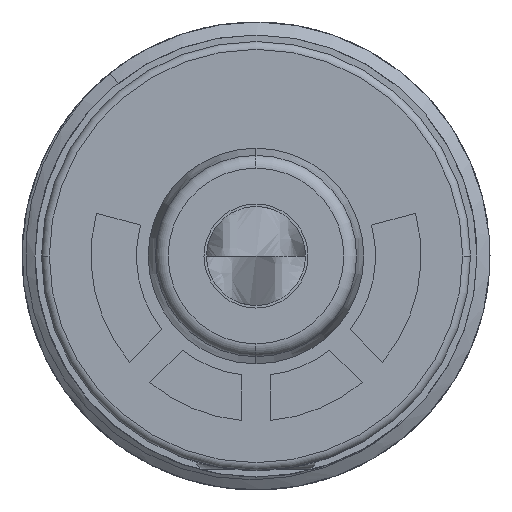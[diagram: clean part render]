
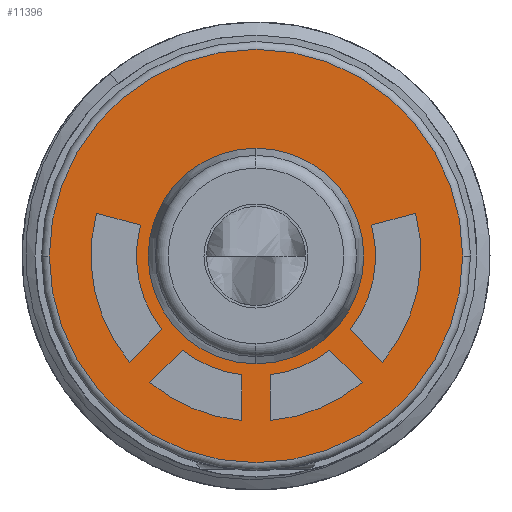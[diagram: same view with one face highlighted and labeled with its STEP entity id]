
A CAD part, front view. The second image highlights one B-rep face of the part: STEP entity #11396.
In plain terms, the highlighted planar face has unit normal (0, -1, 0).
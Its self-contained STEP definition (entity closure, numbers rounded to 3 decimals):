
#10743=CARTESIAN_POINT('',(0.,0.,0.));
#10744=DIRECTION('',(0.,-1.,0.));
#10745=DIRECTION('',(0.,0.,-1.));
#10746=AXIS2_PLACEMENT_3D('',#10743,#10744,#10745);
#10748=CARTESIAN_POINT('',(0.,0.,0.));
#10749=DIRECTION('',(0.,-1.,0.));
#10750=DIRECTION('',(0.,0.,1.));
#10751=AXIS2_PLACEMENT_3D('',#10748,#10749,#10750);
#10773=CARTESIAN_POINT('',(0.,0.,0.));
#10774=DIRECTION('',(0.,1.,0.));
#10775=DIRECTION('',(-1.,0.,0.));
#10776=AXIS2_PLACEMENT_3D('',#10773,#10774,#10775);
#10778=CARTESIAN_POINT('',(0.,0.,0.));
#10779=DIRECTION('',(0.,1.,0.));
#10780=DIRECTION('',(1.,0.,0.));
#10781=AXIS2_PLACEMENT_3D('',#10778,#10779,#10780);
#10783=DIRECTION('',(0.,0.,1.));
#10784=VECTOR('',#10783,1.759);
#10785=CARTESIAN_POINT('',(-0.55,0.,-6.326));
#10786=LINE('',#10785,#10784);
#10787=CARTESIAN_POINT('',(0.,0.,0.));
#10788=DIRECTION('',(0.,-1.,0.));
#10789=DIRECTION('',(-0.617,0.,-0.787));
#10790=AXIS2_PLACEMENT_3D('',#10787,#10788,#10789);
#10792=DIRECTION('',(-0.707,0.,-0.707));
#10793=VECTOR('',#10792,1.759);
#10794=CARTESIAN_POINT('',(-2.84,0.,-3.618));
#10795=LINE('',#10794,#10793);
#10796=CARTESIAN_POINT('',(0.,0.,0.));
#10797=DIRECTION('',(0.,-1.,0.));
#10798=DIRECTION('',(-0.643,0.,-0.766));
#10799=AXIS2_PLACEMENT_3D('',#10796,#10797,#10798);
#10801=DIRECTION('',(0.,0.,-1.));
#10802=VECTOR('',#10801,1.759);
#10803=CARTESIAN_POINT('',(0.55,0.,-4.567));
#10804=LINE('',#10803,#10802);
#10805=CARTESIAN_POINT('',(0.,0.,0.));
#10806=DIRECTION('',(0.,-1.,0.));
#10807=DIRECTION('',(0.087,0.,-0.996));
#10808=AXIS2_PLACEMENT_3D('',#10805,#10806,#10807);
#10810=DIRECTION('',(-0.707,0.,0.707));
#10811=VECTOR('',#10810,1.759);
#10812=CARTESIAN_POINT('',(4.084,0.,-4.862));
#10813=LINE('',#10812,#10811);
#10814=CARTESIAN_POINT('',(0.,0.,0.));
#10815=DIRECTION('',(0.,-1.,0.));
#10816=DIRECTION('',(0.12,0.,-0.993));
#10817=AXIS2_PLACEMENT_3D('',#10814,#10815,#10816);
#10819=DIRECTION('',(0.707,0.,-0.707));
#10820=VECTOR('',#10819,1.759);
#10821=CARTESIAN_POINT('',(3.618,0.,-2.84));
#10822=LINE('',#10821,#10820);
#10823=CARTESIAN_POINT('',(0.,0.,0.));
#10824=DIRECTION('',(0.,-1.,0.));
#10825=DIRECTION('',(0.766,0.,-0.643));
#10826=AXIS2_PLACEMENT_3D('',#10823,#10824,#10825);
#10828=DIRECTION('',(-0.966,0.,-0.259));
#10829=VECTOR('',#10828,1.75);
#10830=CARTESIAN_POINT('',(6.134,0.,1.644));
#10831=LINE('',#10830,#10829);
#10832=CARTESIAN_POINT('',(0.,0.,0.));
#10833=DIRECTION('',(0.,-1.,0.));
#10834=DIRECTION('',(0.787,0.,-0.617));
#10835=AXIS2_PLACEMENT_3D('',#10832,#10833,#10834);
#10837=DIRECTION('',(-0.966,0.,0.259));
#10838=VECTOR('',#10837,1.75);
#10839=CARTESIAN_POINT('',(-4.443,0.,1.191));
#10840=LINE('',#10839,#10838);
#10841=CARTESIAN_POINT('',(0.,0.,0.));
#10842=DIRECTION('',(0.,-1.,0.));
#10843=DIRECTION('',(-0.966,0.,0.259));
#10844=AXIS2_PLACEMENT_3D('',#10841,#10842,#10843);
#10846=DIRECTION('',(0.707,0.,0.707));
#10847=VECTOR('',#10846,1.759);
#10848=CARTESIAN_POINT('',(-4.862,0.,-4.084));
#10849=LINE('',#10848,#10847);
#10850=CARTESIAN_POINT('',(0.,0.,0.));
#10851=DIRECTION('',(0.,-1.,0.));
#10852=DIRECTION('',(-0.966,0.,0.259));
#10853=AXIS2_PLACEMENT_3D('',#10850,#10851,#10852);
#11103=CARTESIAN_POINT('',(0.,0.,-4.15));
#11104=CARTESIAN_POINT('',(0.,0.,4.15));
#11105=VERTEX_POINT('',#11103);
#11106=VERTEX_POINT('',#11104);
#11121=CARTESIAN_POINT('',(-7.95,0.,0.));
#11122=CARTESIAN_POINT('',(7.95,0.,0.));
#11123=VERTEX_POINT('',#11121);
#11124=VERTEX_POINT('',#11122);
#11169=CARTESIAN_POINT('',(-0.55,0.,-6.326));
#11170=CARTESIAN_POINT('',(-0.55,0.,-4.567));
#11171=VERTEX_POINT('',#11169);
#11172=VERTEX_POINT('',#11170);
#11173=CARTESIAN_POINT('',(-2.84,0.,-3.618));
#11174=VERTEX_POINT('',#11173);
#11175=CARTESIAN_POINT('',(-4.084,0.,-4.862));
#11176=VERTEX_POINT('',#11175);
#11177=CARTESIAN_POINT('',(0.55,0.,-4.567));
#11178=CARTESIAN_POINT('',(0.55,0.,-6.326));
#11179=VERTEX_POINT('',#11177);
#11180=VERTEX_POINT('',#11178);
#11181=CARTESIAN_POINT('',(4.084,0.,-4.862));
#11182=VERTEX_POINT('',#11181);
#11183=CARTESIAN_POINT('',(2.84,0.,-3.618));
#11184=VERTEX_POINT('',#11183);
#11185=CARTESIAN_POINT('',(3.618,0.,-2.84));
#11186=CARTESIAN_POINT('',(4.862,0.,-4.084));
#11187=VERTEX_POINT('',#11185);
#11188=VERTEX_POINT('',#11186);
#11189=CARTESIAN_POINT('',(6.134,0.,1.644));
#11190=VERTEX_POINT('',#11189);
#11191=CARTESIAN_POINT('',(4.443,0.,1.191));
#11192=VERTEX_POINT('',#11191);
#11193=CARTESIAN_POINT('',(-4.443,0.,1.191));
#11194=CARTESIAN_POINT('',(-6.134,0.,1.644));
#11195=VERTEX_POINT('',#11193);
#11196=VERTEX_POINT('',#11194);
#11197=CARTESIAN_POINT('',(-4.862,0.,-4.084));
#11198=VERTEX_POINT('',#11197);
#11199=CARTESIAN_POINT('',(-3.618,0.,-2.84));
#11200=VERTEX_POINT('',#11199);
#11340=CARTESIAN_POINT('',(0.,0.,0.));
#11341=DIRECTION('',(0.,-1.,0.));
#11342=DIRECTION('',(-1.,0.,0.));
#11343=AXIS2_PLACEMENT_3D('',#11340,#11341,#11342);
#11344=PLANE('',#11343);
#11346=ORIENTED_EDGE('',*,*,#11345,.T.);
#11348=ORIENTED_EDGE('',*,*,#11347,.T.);
#11349=EDGE_LOOP('',(#11346,#11348));
#11350=FACE_OUTER_BOUND('',#11349,.F.);
#11352=ORIENTED_EDGE('',*,*,#11351,.T.);
#11354=ORIENTED_EDGE('',*,*,#11353,.T.);
#11355=EDGE_LOOP('',(#11352,#11354));
#11356=FACE_BOUND('',#11355,.F.);
#11357=ORIENTED_EDGE('',*,*,#11298,.T.);
#11359=ORIENTED_EDGE('',*,*,#11358,.F.);
#11361=ORIENTED_EDGE('',*,*,#11360,.T.);
#11363=ORIENTED_EDGE('',*,*,#11362,.T.);
#11364=EDGE_LOOP('',(#11357,#11359,#11361,#11363));
#11365=FACE_BOUND('',#11364,.F.);
#11367=ORIENTED_EDGE('',*,*,#11366,.T.);
#11369=ORIENTED_EDGE('',*,*,#11368,.T.);
#11371=ORIENTED_EDGE('',*,*,#11370,.T.);
#11373=ORIENTED_EDGE('',*,*,#11372,.F.);
#11374=EDGE_LOOP('',(#11367,#11369,#11371,#11373));
#11375=FACE_BOUND('',#11374,.F.);
#11377=ORIENTED_EDGE('',*,*,#11376,.T.);
#11379=ORIENTED_EDGE('',*,*,#11378,.T.);
#11381=ORIENTED_EDGE('',*,*,#11380,.T.);
#11383=ORIENTED_EDGE('',*,*,#11382,.F.);
#11384=EDGE_LOOP('',(#11377,#11379,#11381,#11383));
#11385=FACE_BOUND('',#11384,.F.);
#11387=ORIENTED_EDGE('',*,*,#11386,.T.);
#11389=ORIENTED_EDGE('',*,*,#11388,.T.);
#11391=ORIENTED_EDGE('',*,*,#11390,.T.);
#11393=ORIENTED_EDGE('',*,*,#11392,.F.);
#11394=EDGE_LOOP('',(#11387,#11389,#11391,#11393));
#11395=FACE_BOUND('',#11394,.F.);
#10747=CIRCLE('',#10746,4.15);
#10752=CIRCLE('',#10751,4.15);
#10777=CIRCLE('',#10776,7.95);
#10782=CIRCLE('',#10781,7.95);
#10791=CIRCLE('',#10790,4.6);
#10800=CIRCLE('',#10799,6.35);
#10809=CIRCLE('',#10808,6.35);
#10818=CIRCLE('',#10817,4.6);
#10827=CIRCLE('',#10826,6.35);
#10836=CIRCLE('',#10835,4.6);
#10845=CIRCLE('',#10844,6.35);
#10854=CIRCLE('',#10853,4.6);
#11298=EDGE_CURVE('',#11171,#11172,#10786,.T.);
#11345=EDGE_CURVE('',#11123,#11124,#10777,.T.);
#11347=EDGE_CURVE('',#11124,#11123,#10782,.T.);
#11351=EDGE_CURVE('',#11105,#11106,#10747,.T.);
#11353=EDGE_CURVE('',#11106,#11105,#10752,.T.);
#11358=EDGE_CURVE('',#11174,#11172,#10791,.T.);
#11360=EDGE_CURVE('',#11174,#11176,#10795,.T.);
#11362=EDGE_CURVE('',#11176,#11171,#10800,.T.);
#11366=EDGE_CURVE('',#11179,#11180,#10804,.T.);
#11368=EDGE_CURVE('',#11180,#11182,#10809,.T.);
#11370=EDGE_CURVE('',#11182,#11184,#10813,.T.);
#11372=EDGE_CURVE('',#11179,#11184,#10818,.T.);
#11376=EDGE_CURVE('',#11187,#11188,#10822,.T.);
#11378=EDGE_CURVE('',#11188,#11190,#10827,.T.);
#11380=EDGE_CURVE('',#11190,#11192,#10831,.T.);
#11382=EDGE_CURVE('',#11187,#11192,#10836,.T.);
#11386=EDGE_CURVE('',#11195,#11196,#10840,.T.);
#11388=EDGE_CURVE('',#11196,#11198,#10845,.T.);
#11390=EDGE_CURVE('',#11198,#11200,#10849,.T.);
#11392=EDGE_CURVE('',#11195,#11200,#10854,.T.);
#11396=ADVANCED_FACE('',(#11350,#11356,#11365,#11375,#11385,#11395),#11344,.T.);
